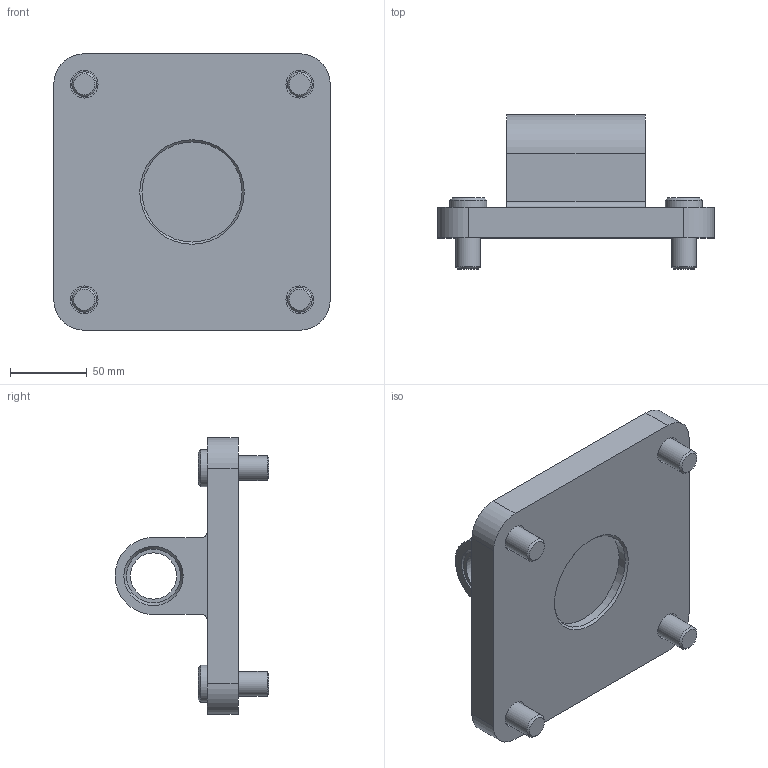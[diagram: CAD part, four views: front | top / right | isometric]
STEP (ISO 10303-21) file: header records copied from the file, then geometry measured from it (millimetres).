
FILE_DESCRIPTION(/* description */ ('STEP AP214'),/* implementation_level */ '2;1');
FILE_NAME(/* name */ '151534_SNGL-160',/* time_stamp */ '2024-09-15T09:29:10+02:00',/* author */ ('License CC BY-ND 4.0'),/* organization */ ('CADENAS'),/* preprocessor_version */ 'ST-DEVELOPER v19.3',/* originating_system */ 'PARTsolutions',/* authorisation */ ' ');
FILE_SCHEMA (('AUTOMOTIVE_DESIGN {1 0 10303 214 3 1 1}'));
Length unit declared in the file: millimetre
Products named in the file (3): 151534 SNGL-160; 151534 SNGL-160---(F); DIN-912 - M16x30(F)
Assembly tree (5 placements, depth 2):
  151534 SNGL-160
    151534 SNGL-160---(F)
    DIN-912 - M16x30(F)  x4
Bounding box: 179.5 x 100 x 179.5 mm (x, y, z)
Volume: 805049.5 mm3; surface area: 120784 mm2
Topology: 5 solids, 5 shells, 155 faces, 307 edges, 176 vertices
Faces by surface type: plane 79, cone 47, cylinder 29
Full cylindrical faces by diameter (mm): 16 x4, 18 x4, 24 x4, 26 x4, 30 x2, 34.8 x1, 35 x2, 65 x1
Entity records: 1850 total; most frequent: DIRECTION 330, CARTESIAN_POINT 314, ORIENTED_EDGE 234, AXIS2_PLACEMENT_3D 142, EDGE_CURVE 117, FACE_BOUND 117, EDGE_LOOP 116, VERTEX_POINT 86
